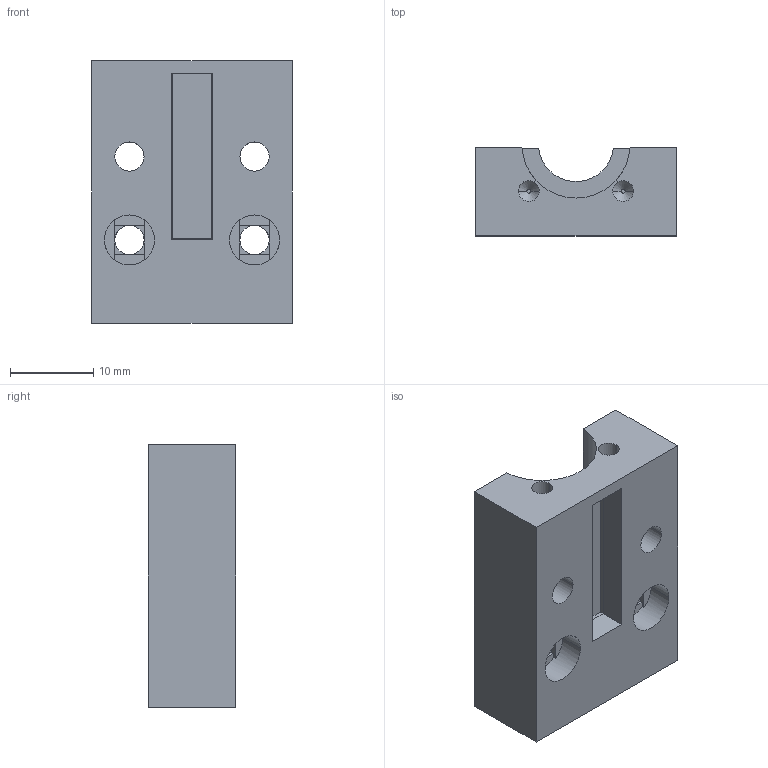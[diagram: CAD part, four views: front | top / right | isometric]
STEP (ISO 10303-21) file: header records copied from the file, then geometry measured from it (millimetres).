
FILE_DESCRIPTION (( 'STEP AP214' ), '1' );
FILE_NAME ('Pusher Block Anti-Backlash Top v1.3.STEP', '2024-12-03T17:09:38', ( '' ), ( '' ), 'SwSTEP 2.0', 'SolidWorks 2024', '' );
FILE_SCHEMA (( 'AUTOMOTIVE_DESIGN' ));
Length unit declared in the file: millimetre
Products named in the file (1): Pusher Block Anti-Backlash Top v1.3
Bounding box: 24 x 10.5 x 31.5 mm (x, y, z)
Volume: 5432.5 mm3; surface area: 3544.8 mm2
Topology: 1 solids, 1 shells, 70 faces, 185 edges, 116 vertices
Faces by surface type: plane 47, cylinder 19, cone 4
Entity records: 2238 total; most frequent: CARTESIAN_POINT 434, DIRECTION 377, ORIENTED_EDGE 370, EDGE_CURVE 185, AXIS2_PLACEMENT_3D 127, LINE 123, VECTOR 123, VERTEX_POINT 116
